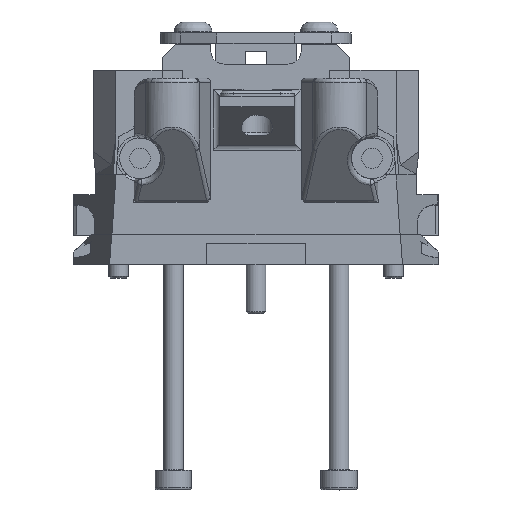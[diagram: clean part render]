
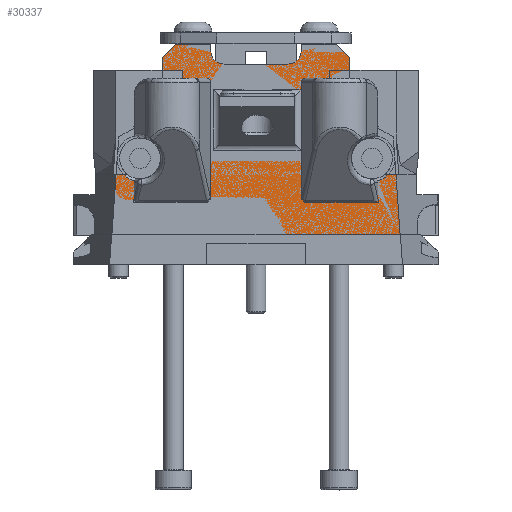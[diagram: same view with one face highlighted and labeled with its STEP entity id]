
A CAD part, top view. The second image highlights one B-rep face of the part: STEP entity #30337.
In plain terms, the highlighted face is planar.
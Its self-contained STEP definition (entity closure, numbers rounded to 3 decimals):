
#1971=CIRCLE('',#32781,3.5);
#1972=CIRCLE('',#32782,3.5);
#1973=CIRCLE('',#32787,3.5);
#1974=CIRCLE('',#32788,3.5);
#1982=CIRCLE('',#32828,2.);
#1984=CIRCLE('',#32831,2.);
#3340=FACE_OUTER_BOUND('',#5152,.T.);
#5152=EDGE_LOOP('',(#25288,#25289,#25290,#25291,#25292,#25293,#25294,#25295,
#25296,#25297,#25298,#25299,#25300,#25301,#25302,#25303,#25304,#25305,#25306,
#25307,#25308,#25309,#25310,#25311));
#7726=LINE('',#54934,#10888);
#7728=LINE('',#54938,#10890);
#7730=LINE('',#54942,#10892);
#7732=LINE('',#54946,#10894);
#7734=LINE('',#54950,#10896);
#7742=LINE('',#54965,#10904);
#7743=LINE('',#54968,#10905);
#7745=LINE('',#54972,#10907);
#7747=LINE('',#54976,#10909);
#7750=LINE('',#54981,#10912);
#7752=LINE('',#54994,#10914);
#7754=LINE('',#54996,#10916);
#7755=LINE('',#54999,#10917);
#7757=LINE('',#55007,#10919);
#7758=LINE('',#55008,#10920);
#7776=LINE('',#55047,#10938);
#7816=LINE('',#55142,#10978);
#7821=LINE('',#55159,#10983);
#10888=VECTOR('',#38979,10.);
#10890=VECTOR('',#38983,10.);
#10892=VECTOR('',#38987,10.);
#10894=VECTOR('',#38991,10.);
#10896=VECTOR('',#38995,10.);
#10904=VECTOR('',#39005,10.);
#10905=VECTOR('',#39008,10.);
#10907=VECTOR('',#39012,10.);
#10909=VECTOR('',#39016,10.);
#10912=VECTOR('',#39021,10.);
#10914=VECTOR('',#39031,10.);
#10916=VECTOR('',#39033,10.);
#10917=VECTOR('',#39036,10.);
#10919=VECTOR('',#39040,10.);
#10920=VECTOR('',#39041,10.);
#10938=VECTOR('',#39075,10.);
#10978=VECTOR('',#39179,10.);
#10983=VECTOR('',#39198,10.);
#13969=VERTEX_POINT('',#54931);
#13970=VERTEX_POINT('',#54933);
#13971=VERTEX_POINT('',#54937);
#13972=VERTEX_POINT('',#54941);
#13973=VERTEX_POINT('',#54945);
#13974=VERTEX_POINT('',#54949);
#13977=VERTEX_POINT('',#54957);
#13980=VERTEX_POINT('',#54963);
#13981=VERTEX_POINT('',#54967);
#13982=VERTEX_POINT('',#54971);
#13983=VERTEX_POINT('',#54975);
#13984=VERTEX_POINT('',#54979);
#13985=VERTEX_POINT('',#54983);
#13986=VERTEX_POINT('',#54984);
#13987=VERTEX_POINT('',#54988);
#13988=VERTEX_POINT('',#54993);
#13989=VERTEX_POINT('',#54998);
#13990=VERTEX_POINT('',#55002);
#13991=VERTEX_POINT('',#55003);
#13992=VERTEX_POINT('',#55010);
#14001=VERTEX_POINT('',#55039);
#14026=VERTEX_POINT('',#55139);
#14030=VERTEX_POINT('',#55149);
#14032=VERTEX_POINT('',#55155);
#17818=EDGE_CURVE('',#13970,#13969,#7726,.T.);
#17820=EDGE_CURVE('',#13971,#13970,#7728,.F.);
#17822=EDGE_CURVE('',#13972,#13971,#7730,.T.);
#17824=EDGE_CURVE('',#13973,#13972,#7732,.T.);
#17826=EDGE_CURVE('',#13974,#13973,#7734,.T.);
#17834=EDGE_CURVE('',#13980,#13977,#7742,.F.);
#17835=EDGE_CURVE('',#13977,#13981,#7743,.F.);
#17837=EDGE_CURVE('',#13981,#13982,#7745,.F.);
#17839=EDGE_CURVE('',#13982,#13983,#7747,.T.);
#17842=EDGE_CURVE('',#13983,#13984,#7750,.F.);
#17844=EDGE_CURVE('',#13986,#13987,#1971,.T.);
#17846=EDGE_CURVE('',#13987,#13985,#1972,.T.);
#17847=EDGE_CURVE('',#13985,#13988,#7752,.F.);
#17849=EDGE_CURVE('',#13984,#13986,#7754,.F.);
#17850=EDGE_CURVE('',#13988,#13989,#7755,.T.);
#17853=EDGE_CURVE('',#13969,#13990,#7757,.T.);
#17854=EDGE_CURVE('',#13991,#13989,#7758,.T.);
#17855=EDGE_CURVE('',#13991,#13992,#1973,.T.);
#17857=EDGE_CURVE('',#13992,#13990,#1974,.T.);
#17874=EDGE_CURVE('',#13974,#14001,#7776,.F.);
#17922=EDGE_CURVE('',#13980,#14026,#7816,.T.);
#17926=EDGE_CURVE('',#14030,#14001,#1982,.T.);
#17930=EDGE_CURVE('',#14032,#14026,#1984,.F.);
#17931=EDGE_CURVE('',#14032,#14030,#7821,.T.);
#25288=ORIENTED_EDGE('',*,*,#17855,.F.);
#25289=ORIENTED_EDGE('',*,*,#17854,.T.);
#25290=ORIENTED_EDGE('',*,*,#17850,.F.);
#25291=ORIENTED_EDGE('',*,*,#17847,.F.);
#25292=ORIENTED_EDGE('',*,*,#17846,.F.);
#25293=ORIENTED_EDGE('',*,*,#17844,.F.);
#25294=ORIENTED_EDGE('',*,*,#17849,.F.);
#25295=ORIENTED_EDGE('',*,*,#17842,.F.);
#25296=ORIENTED_EDGE('',*,*,#17839,.F.);
#25297=ORIENTED_EDGE('',*,*,#17837,.F.);
#25298=ORIENTED_EDGE('',*,*,#17835,.F.);
#25299=ORIENTED_EDGE('',*,*,#17834,.F.);
#25300=ORIENTED_EDGE('',*,*,#17922,.T.);
#25301=ORIENTED_EDGE('',*,*,#17930,.F.);
#25302=ORIENTED_EDGE('',*,*,#17931,.T.);
#25303=ORIENTED_EDGE('',*,*,#17926,.T.);
#25304=ORIENTED_EDGE('',*,*,#17874,.F.);
#25305=ORIENTED_EDGE('',*,*,#17826,.T.);
#25306=ORIENTED_EDGE('',*,*,#17824,.T.);
#25307=ORIENTED_EDGE('',*,*,#17822,.T.);
#25308=ORIENTED_EDGE('',*,*,#17820,.T.);
#25309=ORIENTED_EDGE('',*,*,#17818,.T.);
#25310=ORIENTED_EDGE('',*,*,#17853,.T.);
#25311=ORIENTED_EDGE('',*,*,#17857,.F.);
#28795=PLANE('',#32832);
#30337=ADVANCED_FACE('',(#3340),#28795,.T.);
#32781=AXIS2_PLACEMENT_3D('',#54989,#39024,#39025);
#32782=AXIS2_PLACEMENT_3D('',#54991,#39027,#39028);
#32787=AXIS2_PLACEMENT_3D('',#55011,#39044,#39045);
#32788=AXIS2_PLACEMENT_3D('',#55013,#39047,#39048);
#32828=AXIS2_PLACEMENT_3D('',#55150,#39186,#39187);
#32831=AXIS2_PLACEMENT_3D('',#55157,#39194,#39195);
#32832=AXIS2_PLACEMENT_3D('',#55158,#39196,#39197);
#38979=DIRECTION('',(-0.865,0.,-0.502));
#38983=DIRECTION('',(0.574,0.,0.819));
#38987=DIRECTION('',(0.,0.,-1.));
#38991=DIRECTION('',(-0.707,0.,-0.707));
#38995=DIRECTION('',(-1.,0.,0.));
#39005=DIRECTION('',(-1.,0.,0.));
#39008=DIRECTION('',(-0.707,0.,0.707));
#39012=DIRECTION('',(0.,0.,1.));
#39016=DIRECTION('',(0.574,0.,-0.819));
#39021=DIRECTION('',(-0.865,0.,0.502));
#39024=DIRECTION('center_axis',(0.,-1.,0.));
#39025=DIRECTION('ref_axis',(1.,0.,0.));
#39027=DIRECTION('center_axis',(0.,-1.,0.));
#39028=DIRECTION('ref_axis',(1.,0.,0.));
#39031=DIRECTION('',(-0.07,0.,0.998));
#39033=DIRECTION('',(-0.07,0.,0.998));
#39036=DIRECTION('',(-1.,0.,0.));
#39040=DIRECTION('',(-0.07,0.,-0.998));
#39041=DIRECTION('',(-0.07,0.,-0.998));
#39044=DIRECTION('center_axis',(0.,-1.,0.));
#39045=DIRECTION('ref_axis',(-1.,0.,0.));
#39047=DIRECTION('center_axis',(0.,-1.,0.));
#39048=DIRECTION('ref_axis',(-1.,0.,0.));
#39075=DIRECTION('',(0.,0.,1.));
#39179=DIRECTION('',(0.,0.,-1.));
#39186=DIRECTION('center_axis',(0.,1.,0.));
#39187=DIRECTION('ref_axis',(-0.707,0.,-0.707));
#39194=DIRECTION('center_axis',(0.,1.,0.));
#39195=DIRECTION('ref_axis',(0.707,0.,-0.707));
#39196=DIRECTION('center_axis',(0.,-1.,0.));
#39197=DIRECTION('ref_axis',(1.,0.,0.));
#39198=DIRECTION('',(-1.,0.,0.));
#54931=CARTESIAN_POINT('',(-20.724,-160.204,96.633));
#54933=CARTESIAN_POINT('',(-18.676,-160.204,97.821));
#54934=CARTESIAN_POINT('',(-21.927,-160.204,95.934));
#54937=CARTESIAN_POINT('',(-14.138,-160.204,104.301));
#54938=CARTESIAN_POINT('',(-27.527,-160.204,85.18));
#54941=CARTESIAN_POINT('',(-14.138,-160.204,108.636));
#54942=CARTESIAN_POINT('',(-14.138,-160.204,90.6));
#54945=CARTESIAN_POINT('',(-12.138,-160.204,110.636));
#54946=CARTESIAN_POINT('',(-21.41,-160.204,101.365));
#54949=CARTESIAN_POINT('',(-6.811,-160.204,110.636));
#54950=CARTESIAN_POINT('',(-6.75,-160.204,110.636));
#54957=CARTESIAN_POINT('',(12.139,-160.204,110.636));
#54963=CARTESIAN_POINT('',(6.812,-160.204,110.636));
#54965=CARTESIAN_POINT('',(-6.75,-160.204,110.636));
#54967=CARTESIAN_POINT('',(14.139,-160.204,108.636));
#54968=CARTESIAN_POINT('',(14.66,-160.204,108.115));
#54971=CARTESIAN_POINT('',(14.139,-160.204,104.301));
#54972=CARTESIAN_POINT('',(14.139,-160.204,90.6));
#54975=CARTESIAN_POINT('',(18.677,-160.204,97.821));
#54976=CARTESIAN_POINT('',(23.086,-160.204,91.523));
#54979=CARTESIAN_POINT('',(20.724,-160.204,96.633));
#54981=CARTESIAN_POINT('',(11.829,-160.204,101.795));
#54983=CARTESIAN_POINT('',(20.978,-160.204,93.016));
#54984=CARTESIAN_POINT('',(20.889,-160.204,94.285));
#54988=CARTESIAN_POINT('',(14.,-160.204,93.41));
#54989=CARTESIAN_POINT('Origin',(17.5,-160.204,93.41));
#54991=CARTESIAN_POINT('Origin',(17.5,-160.204,93.41));
#54993=CARTESIAN_POINT('',(21.758,-160.204,81.912));
#54994=CARTESIAN_POINT('',(21.291,-160.204,88.559));
#54996=CARTESIAN_POINT('',(21.291,-160.204,88.559));
#54998=CARTESIAN_POINT('',(-21.757,-160.204,81.912));
#54999=CARTESIAN_POINT('',(-6.34,-160.204,81.912));
#55002=CARTESIAN_POINT('',(-20.888,-160.204,94.285));
#55003=CARTESIAN_POINT('',(-20.977,-160.204,93.016));
#55007=CARTESIAN_POINT('',(-21.356,-160.204,87.616));
#55008=CARTESIAN_POINT('',(-21.356,-160.204,87.616));
#55010=CARTESIAN_POINT('',(-14.,-160.204,93.41));
#55011=CARTESIAN_POINT('Origin',(-17.5,-160.204,93.41));
#55013=CARTESIAN_POINT('Origin',(-17.5,-160.204,93.41));
#55039=CARTESIAN_POINT('',(-6.811,-160.204,109.63));
#55047=CARTESIAN_POINT('',(-6.811,-160.204,90.6));
#55139=CARTESIAN_POINT('',(6.812,-160.204,109.63));
#55142=CARTESIAN_POINT('',(6.812,-160.204,90.6));
#55149=CARTESIAN_POINT('',(-4.811,-160.204,107.63));
#55150=CARTESIAN_POINT('Origin',(-4.811,-160.204,109.63));
#55155=CARTESIAN_POINT('',(4.812,-160.204,107.63));
#55157=CARTESIAN_POINT('Origin',(4.812,-160.204,109.63));
#55158=CARTESIAN_POINT('Origin',(-13.5,-160.204,76.912));
#55159=CARTESIAN_POINT('',(-12.041,-160.204,107.63));
